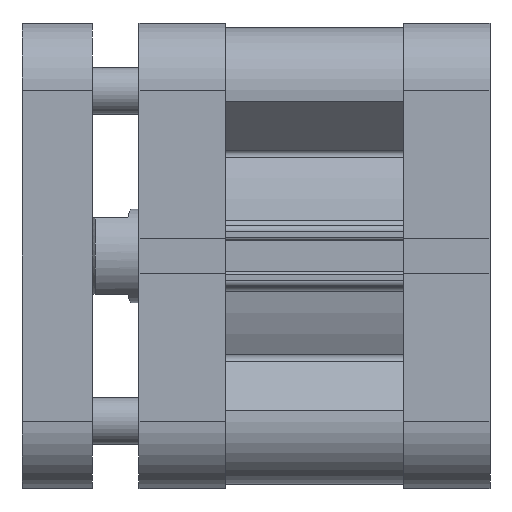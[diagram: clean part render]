
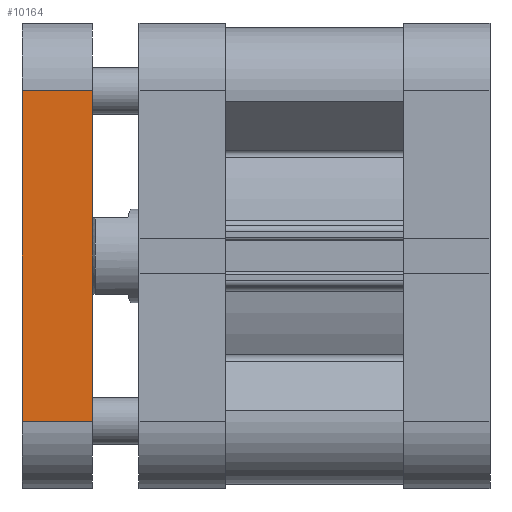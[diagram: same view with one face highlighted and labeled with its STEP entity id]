
A CAD part, front view. The second image highlights one B-rep face of the part: STEP entity #10164.
In plain terms, the highlighted planar face has unit normal (0, -1, 0).
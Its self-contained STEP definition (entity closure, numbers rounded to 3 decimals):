
#459 = EDGE_LOOP ( 'NONE', ( #4852, #4840, #4860, #4813 ) ) ;
#2478 = LINE ( 'NONE', #3588, #2479 ) ;
#2479 = VECTOR ( 'NONE', #3587, 1000. ) ;
#2950 = LINE ( 'NONE', #4992, #2951 ) ;
#2951 = VECTOR ( 'NONE', #4993, 1000. ) ;
#2957 = LINE ( 'NONE', #5001, #2958 ) ;
#2958 = VECTOR ( 'NONE', #5002, 1000. ) ;
#3055 = LINE ( 'NONE', #5169, #3061 ) ;
#3061 = VECTOR ( 'NONE', #5170, 1000. ) ;
#3587 = DIRECTION ( 'NONE',  ( 0., 0., 1. ) ) ;
#3588 = CARTESIAN_POINT ( 'NONE',  ( -15.821, -39.75, 0. ) ) ;
#3834 = CARTESIAN_POINT ( 'NONE',  ( -15.821, -39.75, 28.25 ) ) ;
#3839 = CARTESIAN_POINT ( 'NONE',  ( -15.821, -39.75, -28.25 ) ) ;
#3953 = CARTESIAN_POINT ( 'NONE',  ( -27.821, -39.75, 28.25 ) ) ;
#3954 = CARTESIAN_POINT ( 'NONE',  ( -27.821, -39.75, -28.25 ) ) ;
#4813 = ORIENTED_EDGE ( 'NONE', *, *, #9308, .T. ) ;
#4840 = ORIENTED_EDGE ( 'NONE', *, *, #9313, .T. ) ;
#4852 = ORIENTED_EDGE ( 'NONE', *, *, #9019, .T. ) ;
#4860 = ORIENTED_EDGE ( 'NONE', *, *, #9381, .T. ) ;
#4992 = CARTESIAN_POINT ( 'NONE',  ( -15.821, -39.75, -28.25 ) ) ;
#4993 = DIRECTION ( 'NONE',  ( 1., 0., 0. ) ) ;
#5001 = CARTESIAN_POINT ( 'NONE',  ( 40.394, -39.75, 28.25 ) ) ;
#5002 = DIRECTION ( 'NONE',  ( -1., 0., 0. ) ) ;
#5169 = CARTESIAN_POINT ( 'NONE',  ( -27.821, -39.75, 0. ) ) ;
#5170 = DIRECTION ( 'NONE',  ( 0., 0., -1. ) ) ;
#6582 = FACE_OUTER_BOUND ( 'NONE', #459, .T. ) ;
#7105 = CARTESIAN_POINT ( 'NONE',  ( 40.394, -39.75, 0. ) ) ;
#7110 = PLANE ( 'NONE',  #10102 ) ;
#7113 = DIRECTION ( 'NONE',  ( 0., 1., 0. ) ) ;
#7114 = DIRECTION ( 'NONE',  ( 0., 0., 1. ) ) ;
#8792 = VERTEX_POINT ( 'NONE', #3954 ) ;
#8793 = VERTEX_POINT ( 'NONE', #3953 ) ;
#8798 = VERTEX_POINT ( 'NONE', #3839 ) ;
#8799 = VERTEX_POINT ( 'NONE', #3834 ) ;
#9019 = EDGE_CURVE ( 'NONE', #8798, #8799, #2478, .T. ) ;
#9308 = EDGE_CURVE ( 'NONE', #8792, #8798, #2950, .T. ) ;
#9313 = EDGE_CURVE ( 'NONE', #8799, #8793, #2957, .T. ) ;
#9381 = EDGE_CURVE ( 'NONE', #8793, #8792, #3055, .T. ) ;
#10102 = AXIS2_PLACEMENT_3D ( 'NONE', #7105, #7113, #7114 ) ;
#10164 = ADVANCED_FACE ( 'NONE', ( #6582 ), #7110, .F. ) ;
